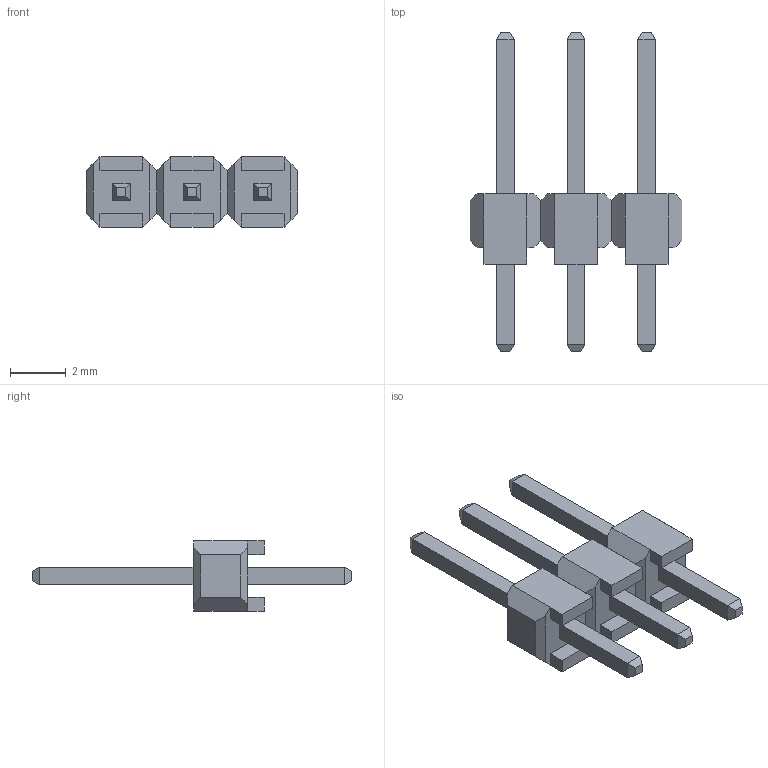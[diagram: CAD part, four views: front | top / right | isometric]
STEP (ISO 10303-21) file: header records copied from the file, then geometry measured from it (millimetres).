
FILE_DESCRIPTION(('STEP AP242'),'1');
FILE_NAME('m20-9770346.stp','2023-11-03T06:04:29',('TraceParts'),('TraceParts S.A.'),'Spatial InterOp 3D',' ',' ');
FILE_SCHEMA(('AP242_MANAGED_MODEL_BASED_3D_ENGINEERING_MIM_LF {1 0 10303 442 1 1 4}'));
Length unit declared in the file: millimetre
Products named in the file (1): m20-9770346_1
Bounding box: 7.62 x 11.48 x 2.54 mm (x, y, z)
Volume: 48.1 mm3; surface area: 190.4 mm2
Topology: 4 solids, 4 shells, 116 faces, 280 edges, 172 vertices
Faces by surface type: plane 116
Entity records: 3324 total; most frequent: CARTESIAN_POINT 572, ORIENTED_EDGE 560, DIRECTION 520, EDGE_CURVE 280, LINE 280, VECTOR 280, VERTEX_POINT 172, EDGE_LOOP 122
